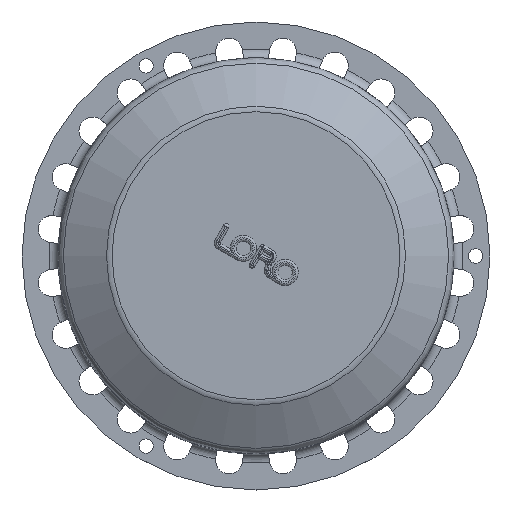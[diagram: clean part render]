
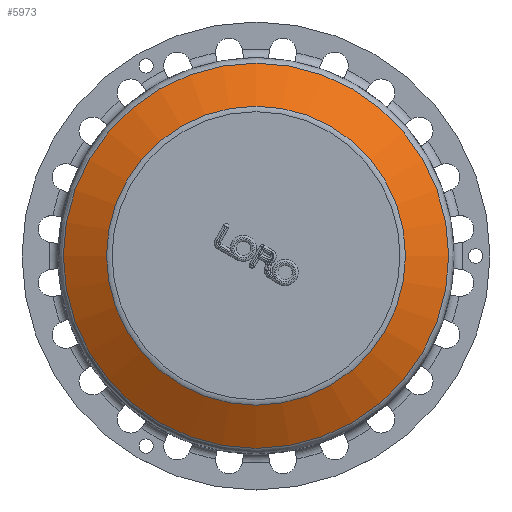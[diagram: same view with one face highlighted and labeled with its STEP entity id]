
A CAD part, top view. The second image highlights one B-rep face of the part: STEP entity #5973.
In plain terms, the highlighted conical face has half-angle 59.744 degrees and reference radius 950.301 mm.
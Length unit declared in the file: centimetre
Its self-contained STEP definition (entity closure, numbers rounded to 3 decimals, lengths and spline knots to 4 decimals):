
#20=CONICAL_SURFACE('',#6522,95.0301,1.043);
#337=CIRCLE('',#6519,83.0464);
#339=CIRCLE('',#6521,83.0464);
#340=CIRCLE('',#6523,107.0137);
#341=CIRCLE('',#6524,107.0137);
#785=FACE_OUTER_BOUND('',#1079,.T.);
#1079=EDGE_LOOP('',(#5251,#5252,#5253,#5254,#5255,#5256));
#1463=LINE('',#15863,#1823);
#1823=VECTOR('',#7983,95.0301);
#2746=VERTEX_POINT('',#15853);
#2747=VERTEX_POINT('',#15854);
#2748=VERTEX_POINT('',#15859);
#2749=VERTEX_POINT('',#15860);
#3680=EDGE_CURVE('',#2746,#2747,#337,.T.);
#3682=EDGE_CURVE('',#2747,#2746,#339,.T.);
#3683=EDGE_CURVE('',#2748,#2749,#340,.T.);
#3684=EDGE_CURVE('',#2749,#2748,#341,.T.);
#3685=EDGE_CURVE('',#2749,#2747,#1463,.T.);
#5251=ORIENTED_EDGE('',*,*,#3683,.F.);
#5252=ORIENTED_EDGE('',*,*,#3684,.F.);
#5253=ORIENTED_EDGE('',*,*,#3685,.T.);
#5254=ORIENTED_EDGE('',*,*,#3682,.T.);
#5255=ORIENTED_EDGE('',*,*,#3680,.T.);
#5256=ORIENTED_EDGE('',*,*,#3685,.F.);
#5973=ADVANCED_FACE('',(#785),#20,.T.);
#6519=AXIS2_PLACEMENT_3D('',#15855,#7971,#7972);
#6521=AXIS2_PLACEMENT_3D('',#15857,#7975,#7976);
#6522=AXIS2_PLACEMENT_3D('',#15858,#7977,#7978);
#6523=AXIS2_PLACEMENT_3D('',#15861,#7979,#7980);
#6524=AXIS2_PLACEMENT_3D('',#15862,#7981,#7982);
#7971=DIRECTION('center_axis',(0.,0.,
-1.));
#7972=DIRECTION('ref_axis',(1.,0.,0.));
#7975=DIRECTION('center_axis',(0.,0.,
-1.));
#7976=DIRECTION('ref_axis',(1.,0.,0.));
#7977=DIRECTION('center_axis',(0.,0.,
-1.));
#7978=DIRECTION('ref_axis',(-1.,0.,0.));
#7979=DIRECTION('center_axis',(0.,0.,
-1.));
#7980=DIRECTION('ref_axis',(1.,0.,0.));
#7981=DIRECTION('center_axis',(0.,0.,
-1.));
#7982=DIRECTION('ref_axis',(1.,0.,0.));
#7983=DIRECTION('',(-0.864,0.,0.504));
#15853=CARTESIAN_POINT('',(2511.3543,-525.4052,45.1691));
#15854=CARTESIAN_POINT('',(2594.4007,-442.3588,45.1691));
#15855=CARTESIAN_POINT('Origin',(2511.3543,-442.3588,45.1691));
#15857=CARTESIAN_POINT('Origin',(2511.3543,-442.3588,45.1691));
#15858=CARTESIAN_POINT('Origin',(2511.3543,-442.3588,38.1786));
#15859=CARTESIAN_POINT('',(2511.3543,-549.3726,31.1881));
#15860=CARTESIAN_POINT('',(2618.368,-442.3588,31.1881));
#15861=CARTESIAN_POINT('Origin',(2511.3543,-442.3588,31.1881));
#15862=CARTESIAN_POINT('Origin',(2511.3543,-442.3588,31.1881));
#15863=CARTESIAN_POINT('',(2606.3843,-442.3588,38.1786));
